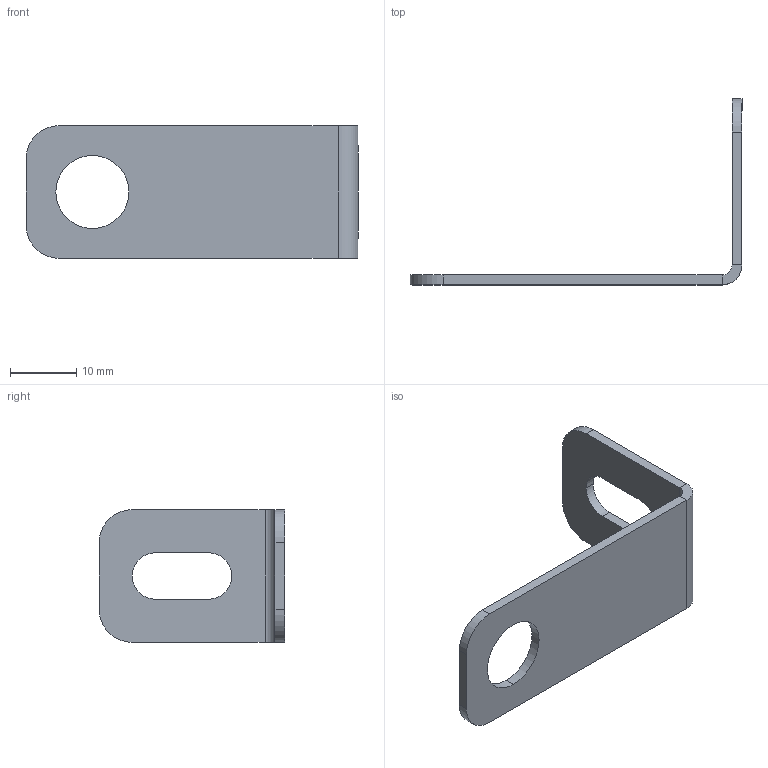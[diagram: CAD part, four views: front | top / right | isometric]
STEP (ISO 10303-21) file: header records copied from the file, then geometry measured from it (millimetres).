
FILE_DESCRIPTION (( 'STEP AP203' ), '1' );
FILE_NAME ('CLM50D-DOPB Äåðæàòåëü îãíåñò. ïåðåãîðîäîê áîêîâîé IEK.STEP', '2023-03-23T06:50:54', ( '' ), ( '' ), 'SwSTEP 2.0', 'SolidWorks 2022', '' );
FILE_SCHEMA (( 'CONFIG_CONTROL_DESIGN' ));
Length unit declared in the file: millimetre
Products named in the file (1): CLM50D-DOPB Держатель огнест. перегородок боковой IEK
Bounding box: 50 x 28 x 20 mm (x, y, z)
Volume: 1949.6 mm3; surface area: 2982 mm2
Topology: 1 solids, 1 shells, 25 faces, 61 edges, 38 vertices
Faces by surface type: plane 14, cylinder 11
Entity records: 818 total; most frequent: DIRECTION 135, CARTESIAN_POINT 125, ORIENTED_EDGE 122, EDGE_CURVE 61, AXIS2_PLACEMENT_3D 48, VECTOR 39, LINE 39, VERTEX_POINT 38
